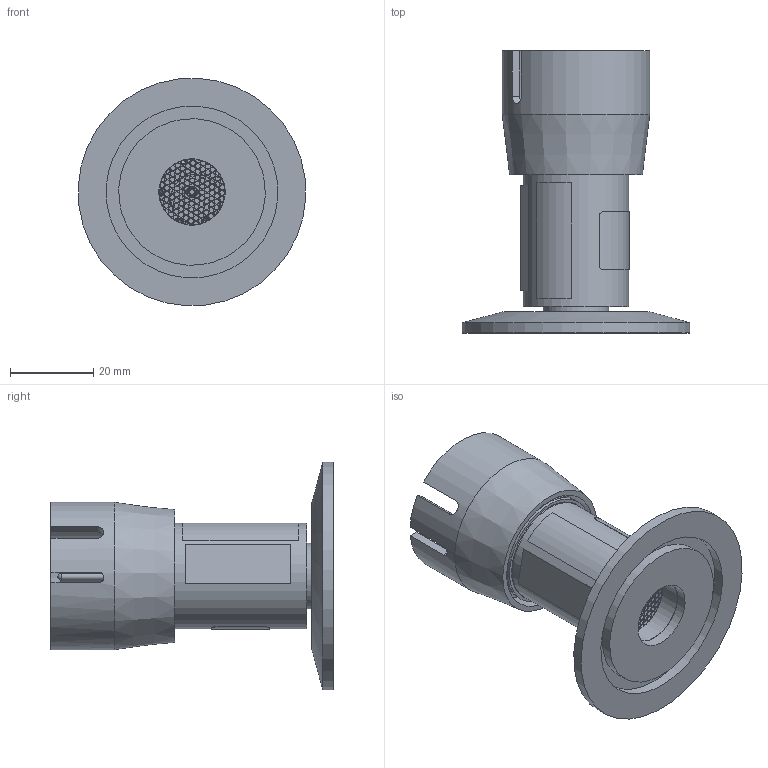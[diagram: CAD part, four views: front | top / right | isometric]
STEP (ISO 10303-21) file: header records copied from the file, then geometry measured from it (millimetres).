
FILE_DESCRIPTION (( 'STEP AP214' ), '1' );
FILE_NAME ('399-763 KF40.STEP', '2018-02-06T21:28:19', ( '' ), ( '' ), 'SwSTEP 2.0', 'SolidWorks 2013', '' );
FILE_SCHEMA (( 'AUTOMOTIVE_DESIGN' ));
Length unit declared in the file: inch
Products named in the file (1): 399-763 KF40
Bounding box: 54.78 x 67.94 x 54.78 mm (x, y, z)
Surface area: 19957.6 mm2 (no closed solid volume)
Topology: 0 solids, 19 shells, 147 faces, 656 edges, 513 vertices
Faces by surface type: cylinder 87, plane 31, torus 10, bspline 10, sphere 5, cone 4
Full cylindrical faces by diameter (mm): 1.194 x50, 1.575 x5, 2.057 x4, 2.845 x1, 15.748 x1, 16.002 x1, 23.622 x1, 25.4 x2, 27.178 x1, 29.337 x1, 31.242 x1, 35.306 x1, 35.56 x1, 41.402 x1, 54.864 x1
Entity records: 8918 total; most frequent: CARTESIAN_POINT 1637, DIRECTION 1194, ORIENTED_EDGE 714, AXIS2_PLACEMENT_3D 558, EDGE_CURVE 546, VERTEX_POINT 489, EDGE_LOOP 451, CIRCLE 420
